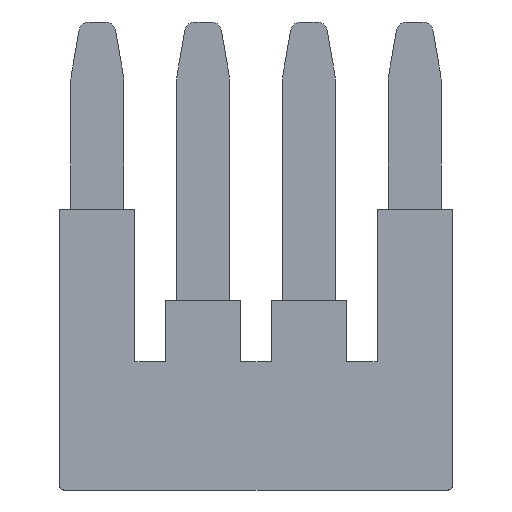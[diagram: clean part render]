
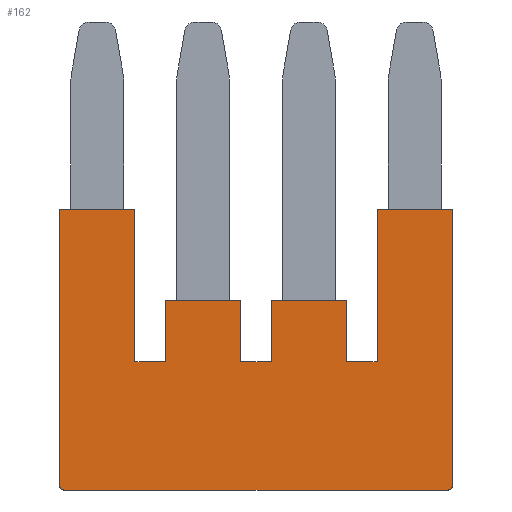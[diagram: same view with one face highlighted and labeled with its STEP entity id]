
A CAD part, front view. The second image highlights one B-rep face of the part: STEP entity #162.
In plain terms, the highlighted planar face has unit normal (0, -1, 0).
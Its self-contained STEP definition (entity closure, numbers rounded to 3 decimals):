
#162 = ADVANCED_FACE( '', ( #347 ), #348, .T. );
#347 = FACE_OUTER_BOUND( '', #550, .T. );
#348 = PLANE( '', #551 );
#550 = EDGE_LOOP( '', ( #971, #972, #973, #974, #975, #976, #977, #978, #979, #980, #981, #982, #983, #984, #985, #986, #987, #988 ) );
#551 = AXIS2_PLACEMENT_3D( '', #989, #990, #991 );
#971 = ORIENTED_EDGE( '', *, *, #1421, .T. );
#972 = ORIENTED_EDGE( '', *, *, #1422, .F. );
#973 = ORIENTED_EDGE( '', *, *, #1375, .T. );
#974 = ORIENTED_EDGE( '', *, *, #1423, .T. );
#975 = ORIENTED_EDGE( '', *, *, #1409, .T. );
#976 = ORIENTED_EDGE( '', *, *, #1406, .T. );
#977 = ORIENTED_EDGE( '', *, *, #1381, .T. );
#978 = ORIENTED_EDGE( '', *, *, #1302, .T. );
#979 = ORIENTED_EDGE( '', *, *, #1257, .T. );
#980 = ORIENTED_EDGE( '', *, *, #1272, .T. );
#981 = ORIENTED_EDGE( '', *, *, #1325, .T. );
#982 = ORIENTED_EDGE( '', *, *, #1424, .T. );
#983 = ORIENTED_EDGE( '', *, *, #1347, .T. );
#984 = ORIENTED_EDGE( '', *, *, #1396, .T. );
#985 = ORIENTED_EDGE( '', *, *, #1425, .T. );
#986 = ORIENTED_EDGE( '', *, *, #1269, .F. );
#987 = ORIENTED_EDGE( '', *, *, #1426, .T. );
#988 = ORIENTED_EDGE( '', *, *, #1283, .T. );
#989 = CARTESIAN_POINT( '', ( -22.881, 0., -23.728 ) );
#990 = DIRECTION( '', ( 0., -1., 0. ) );
#991 = DIRECTION( '', ( 0., 0., -1. ) );
#1257 = EDGE_CURVE( '', #1511, #1512, #1513, .T. );
#1269 = EDGE_CURVE( '', #1532, #1534, #1535, .T. );
#1272 = EDGE_CURVE( '', #1512, #1538, #1539, .T. );
#1283 = EDGE_CURVE( '', #1558, #1556, #1559, .T. );
#1302 = EDGE_CURVE( '', #1586, #1511, #1587, .T. );
#1325 = EDGE_CURVE( '', #1538, #1627, #1628, .T. );
#1347 = EDGE_CURVE( '', #1661, #1662, #1663, .T. );
#1375 = EDGE_CURVE( '', #1705, #1706, #1707, .T. );
#1381 = EDGE_CURVE( '', #1715, #1586, #1716, .T. );
#1396 = EDGE_CURVE( '', #1662, #1736, #1738, .T. );
#1406 = EDGE_CURVE( '', #1750, #1715, #1751, .T. );
#1409 = EDGE_CURVE( '', #1754, #1750, #1755, .T. );
#1421 = EDGE_CURVE( '', #1556, #1772, #1773, .T. );
#1422 = EDGE_CURVE( '', #1705, #1772, #1774, .T. );
#1423 = EDGE_CURVE( '', #1706, #1754, #1775, .T. );
#1424 = EDGE_CURVE( '', #1627, #1661, #1776, .T. );
#1425 = EDGE_CURVE( '', #1736, #1534, #1777, .T. );
#1426 = EDGE_CURVE( '', #1532, #1558, #1778, .T. );
#1511 = VERTEX_POINT( '', #1878 );
#1512 = VERTEX_POINT( '', #1879 );
#1513 = LINE( '', #1880, #1881 );
#1532 = VERTEX_POINT( '', #1908 );
#1534 = VERTEX_POINT( '', #1911 );
#1535 = LINE( '', #1912, #1913 );
#1538 = VERTEX_POINT( '', #1917 );
#1539 = LINE( '', #1918, #1919 );
#1556 = VERTEX_POINT( '', #1943 );
#1558 = VERTEX_POINT( '', #1946 );
#1559 = LINE( '', #1947, #1948 );
#1586 = VERTEX_POINT( '', #1981 );
#1587 = LINE( '', #1982, #1983 );
#1627 = VERTEX_POINT( '', #2036 );
#1628 = LINE( '', #2037, #2038 );
#1661 = VERTEX_POINT( '', #2084 );
#1662 = VERTEX_POINT( '', #2085 );
#1663 = CIRCLE( '', #2086, 0.2 );
#1705 = VERTEX_POINT( '', #2143 );
#1706 = VERTEX_POINT( '', #2144 );
#1707 = LINE( '', #2145, #2146 );
#1715 = VERTEX_POINT( '', #2158 );
#1716 = LINE( '', #2159, #2160 );
#1736 = VERTEX_POINT( '', #2190 );
#1738 = LINE( '', #2193, #2194 );
#1750 = VERTEX_POINT( '', #2211 );
#1751 = LINE( '', #2212, #2213 );
#1754 = VERTEX_POINT( '', #2217 );
#1755 = LINE( '', #2218, #2219 );
#1772 = VERTEX_POINT( '', #2244 );
#1773 = LINE( '', #2245, #2246 );
#1774 = LINE( '', #2247, #2248 );
#1775 = LINE( '', #2249, #2250 );
#1776 = LINE( '', #2251, #2252 );
#1777 = CIRCLE( '', #2253, 0.2 );
#1778 = LINE( '', #2254, #2255 );
#1878 = CARTESIAN_POINT( '', ( -28.031, 0., -17.428 ) );
#1879 = CARTESIAN_POINT( '', ( -29.531, 0., -17.428 ) );
#1880 = CARTESIAN_POINT( '', ( -28.031, 0., -17.428 ) );
#1881 = VECTOR( '', #2345, 1000. );
#1908 = CARTESIAN_POINT( '', ( -13.931, 0., -9.928 ) );
#1911 = CARTESIAN_POINT( '', ( -13.931, 0., -23.528 ) );
#1912 = CARTESIAN_POINT( '', ( -13.931, 0., -23.528 ) );
#1913 = VECTOR( '', #2355, 1000. );
#1917 = CARTESIAN_POINT( '', ( -29.531, 0., -9.928 ) );
#1918 = CARTESIAN_POINT( '', ( -29.531, 0., -10.328 ) );
#1919 = VECTOR( '', #2357, 1000. );
#1943 = CARTESIAN_POINT( '', ( -17.631, 0., -17.428 ) );
#1946 = CARTESIAN_POINT( '', ( -17.631, 0., -9.928 ) );
#1947 = CARTESIAN_POINT( '', ( -17.631, 0., -17.428 ) );
#1948 = VECTOR( '', #2366, 1000. );
#1981 = CARTESIAN_POINT( '', ( -28.031, 0., -14.428 ) );
#1982 = CARTESIAN_POINT( '', ( -28.031, 0., -10.328 ) );
#1983 = VECTOR( '', #2394, 1000. );
#2036 = CARTESIAN_POINT( '', ( -33.231, 0., -9.928 ) );
#2037 = CARTESIAN_POINT( '', ( -33.231, 0., -9.928 ) );
#2038 = VECTOR( '', #2426, 1000. );
#2084 = CARTESIAN_POINT( '', ( -33.231, 0., -23.528 ) );
#2085 = CARTESIAN_POINT( '', ( -33.031, 0., -23.728 ) );
#2086 = AXIS2_PLACEMENT_3D( '', #2449, #2450, #2451 );
#2143 = CARTESIAN_POINT( '', ( -19.131, 0., -14.428 ) );
#2144 = CARTESIAN_POINT( '', ( -22.831, 0., -14.428 ) );
#2145 = CARTESIAN_POINT( '', ( -22.831, 0., -14.428 ) );
#2146 = VECTOR( '', #2488, 1000. );
#2158 = CARTESIAN_POINT( '', ( -24.331, 0., -14.428 ) );
#2159 = CARTESIAN_POINT( '', ( -28.031, 0., -14.428 ) );
#2160 = VECTOR( '', #2493, 1000. );
#2190 = CARTESIAN_POINT( '', ( -14.131, 0., -23.728 ) );
#2193 = CARTESIAN_POINT( '', ( -22.881, 0., -23.728 ) );
#2194 = VECTOR( '', #2505, 1000. );
#2211 = CARTESIAN_POINT( '', ( -24.331, 0., -17.428 ) );
#2212 = CARTESIAN_POINT( '', ( -24.331, 0., -10.328 ) );
#2213 = VECTOR( '', #2514, 1000. );
#2217 = CARTESIAN_POINT( '', ( -22.831, 0., -17.428 ) );
#2218 = CARTESIAN_POINT( '', ( -22.831, 0., -17.428 ) );
#2219 = VECTOR( '', #2516, 1000. );
#2244 = CARTESIAN_POINT( '', ( -19.131, 0., -17.428 ) );
#2245 = CARTESIAN_POINT( '', ( -17.681, 0., -17.428 ) );
#2246 = VECTOR( '', #2525, 1000. );
#2247 = CARTESIAN_POINT( '', ( -19.131, 0., -17.428 ) );
#2248 = VECTOR( '', #2526, 1000. );
#2249 = CARTESIAN_POINT( '', ( -22.831, 0., -23.528 ) );
#2250 = VECTOR( '', #2527, 1000. );
#2251 = CARTESIAN_POINT( '', ( -33.231, 0., -10.328 ) );
#2252 = VECTOR( '', #2528, 1000. );
#2253 = AXIS2_PLACEMENT_3D( '', #2529, #2530, #2531 );
#2254 = CARTESIAN_POINT( '', ( -17.631, 0., -9.928 ) );
#2255 = VECTOR( '', #2532, 1000. );
#2345 = DIRECTION( '', ( -1., 0., 0. ) );
#2355 = DIRECTION( '', ( 0., 0., -1. ) );
#2357 = DIRECTION( '', ( 0., 0., 1. ) );
#2366 = DIRECTION( '', ( 0., 0., -1. ) );
#2394 = DIRECTION( '', ( 0., 0., -1. ) );
#2426 = DIRECTION( '', ( -1., 0., 0. ) );
#2449 = CARTESIAN_POINT( '', ( -33.031, 0., -23.528 ) );
#2450 = DIRECTION( '', ( 0., -1., 0. ) );
#2451 = DIRECTION( '', ( 0., 0., -1. ) );
#2488 = DIRECTION( '', ( -1., 0., 0. ) );
#2493 = DIRECTION( '', ( -1., 0., 0. ) );
#2505 = DIRECTION( '', ( 1., 0., 0. ) );
#2514 = DIRECTION( '', ( 0., 0., 1. ) );
#2516 = DIRECTION( '', ( -1., 0., 0. ) );
#2525 = DIRECTION( '', ( -1., 0., 0. ) );
#2526 = DIRECTION( '', ( 0., 0., -1. ) );
#2527 = DIRECTION( '', ( 0., 0., -1. ) );
#2528 = DIRECTION( '', ( 0., 0., -1. ) );
#2529 = CARTESIAN_POINT( '', ( -14.131, 0., -23.528 ) );
#2530 = DIRECTION( '', ( 0., -1., 0. ) );
#2531 = DIRECTION( '', ( 0., 0., -1. ) );
#2532 = DIRECTION( '', ( -1., 0., 0. ) );
